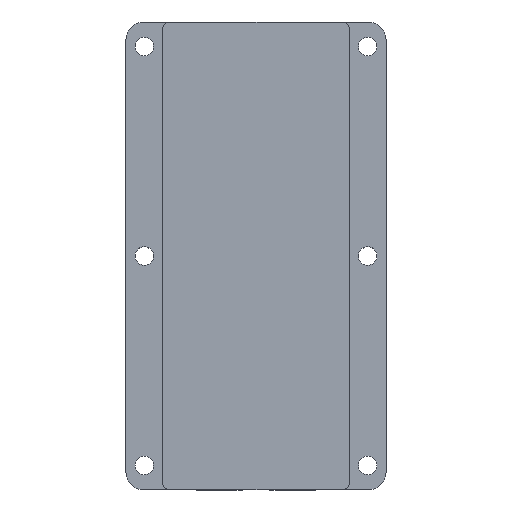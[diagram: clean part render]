
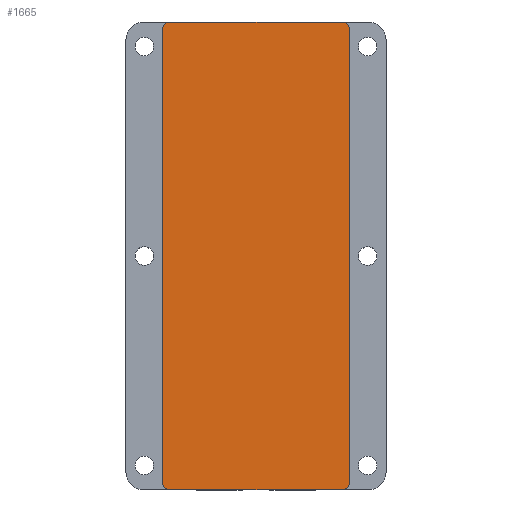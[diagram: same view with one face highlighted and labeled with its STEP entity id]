
A CAD part, top view. The second image highlights one B-rep face of the part: STEP entity #1665.
In plain terms, the highlighted planar face has unit normal (0, 0, 1).
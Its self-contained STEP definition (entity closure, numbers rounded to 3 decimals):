
#31 = AXIS2_PLACEMENT_3D ( 'NONE', #572, #382, #2476 ) ;
#63 = CIRCLE ( 'NONE', #961, 2. ) ;
#198 = DIRECTION ( 'NONE',  ( 0., 0., 1. ) ) ;
#265 = CARTESIAN_POINT ( 'NONE',  ( -24.75, 65., 1.5 ) ) ;
#322 = VERTEX_POINT ( 'NONE', #1417 ) ;
#372 = CARTESIAN_POINT ( 'NONE',  ( 26.75, 65.5, 1.5 ) ) ;
#382 = DIRECTION ( 'NONE',  ( 0., 0., -1. ) ) ;
#400 = DIRECTION ( 'NONE',  ( -1., 0., 0. ) ) ;
#518 = CARTESIAN_POINT ( 'NONE',  ( -24.75, 67., 1.5 ) ) ;
#532 = FACE_OUTER_BOUND ( 'NONE', #1062, .T. ) ;
#572 = CARTESIAN_POINT ( 'NONE',  ( -25.25, 65.5, 1.5 ) ) ;
#606 = EDGE_CURVE ( 'NONE', #322, #1086, #906, .T. ) ;
#610 = DIRECTION ( 'NONE',  ( 1., 0., 0. ) ) ;
#621 = ORIENTED_EDGE ( 'NONE', *, *, #2442, .T. ) ;
#684 = LINE ( 'NONE', #2186, #1750 ) ;
#744 = ORIENTED_EDGE ( 'NONE', *, *, #2313, .T. ) ;
#792 = CARTESIAN_POINT ( 'NONE',  ( -26.75, 65., 1.5 ) ) ;
#838 = CARTESIAN_POINT ( 'NONE',  ( -26.75, -65., 1.5 ) ) ;
#870 = CARTESIAN_POINT ( 'NONE',  ( -24.75, -65., 1.5 ) ) ;
#877 = VECTOR ( 'NONE', #1321, 1000. ) ;
#906 = LINE ( 'NONE', #372, #877 ) ;
#961 = AXIS2_PLACEMENT_3D ( 'NONE', #2077, #1159, #400 ) ;
#1054 = DIRECTION ( 'NONE',  ( -1., 0., 0. ) ) ;
#1062 = EDGE_LOOP ( 'NONE', ( #621, #744, #1398, #2279, #1564, #1260, #1733, #1777 ) ) ;
#1065 = EDGE_CURVE ( 'NONE', #322, #1391, #1517, .T. ) ;
#1069 = AXIS2_PLACEMENT_3D ( 'NONE', #265, #2371, #1780 ) ;
#1086 = VERTEX_POINT ( 'NONE', #1146 ) ;
#1103 = CARTESIAN_POINT ( 'NONE',  ( -26.75, 67., 1.5 ) ) ;
#1141 = VERTEX_POINT ( 'NONE', #2266 ) ;
#1146 = CARTESIAN_POINT ( 'NONE',  ( 26.75, -65., 1.5 ) ) ;
#1159 = DIRECTION ( 'NONE',  ( 0., 0., 1. ) ) ;
#1220 = VECTOR ( 'NONE', #610, 1000. ) ;
#1238 = DIRECTION ( 'NONE',  ( 0., -1., 0. ) ) ;
#1260 = ORIENTED_EDGE ( 'NONE', *, *, #1065, .T. ) ;
#1262 = VERTEX_POINT ( 'NONE', #792 ) ;
#1273 = CIRCLE ( 'NONE', #1069, 2. ) ;
#1278 = DIRECTION ( 'NONE',  ( 1., 0., 0. ) ) ;
#1302 = AXIS2_PLACEMENT_3D ( 'NONE', #1326, #198, #1515 ) ;
#1321 = DIRECTION ( 'NONE',  ( 0., -1., 0. ) ) ;
#1326 = CARTESIAN_POINT ( 'NONE',  ( 24.75, 65., 1.5 ) ) ;
#1364 = VECTOR ( 'NONE', #1278, 1000. ) ;
#1391 = VERTEX_POINT ( 'NONE', #1435 ) ;
#1398 = ORIENTED_EDGE ( 'NONE', *, *, #1854, .T. ) ;
#1415 = VERTEX_POINT ( 'NONE', #1613 ) ;
#1417 = CARTESIAN_POINT ( 'NONE',  ( 26.75, 65., 1.5 ) ) ;
#1435 = CARTESIAN_POINT ( 'NONE',  ( 24.75, 67., 1.5 ) ) ;
#1480 = LINE ( 'NONE', #1103, #1364 ) ;
#1512 = PLANE ( 'NONE',  #31 ) ;
#1515 = DIRECTION ( 'NONE',  ( -1., 0., 0. ) ) ;
#1517 = CIRCLE ( 'NONE', #1302, 2. ) ;
#1564 = ORIENTED_EDGE ( 'NONE', *, *, #606, .F. ) ;
#1573 = AXIS2_PLACEMENT_3D ( 'NONE', #870, #1988, #1054 ) ;
#1613 = CARTESIAN_POINT ( 'NONE',  ( -24.75, -67., 1.5 ) ) ;
#1643 = EDGE_CURVE ( 'NONE', #1141, #1086, #63, .T. ) ;
#1665 = ADVANCED_FACE ( 'NONE', ( #532 ), #1512, .F. ) ;
#1724 = LINE ( 'NONE', #1949, #1220 ) ;
#1733 = ORIENTED_EDGE ( 'NONE', *, *, #2032, .F. ) ;
#1750 = VECTOR ( 'NONE', #1238, 1000. ) ;
#1777 = ORIENTED_EDGE ( 'NONE', *, *, #2206, .T. ) ;
#1780 = DIRECTION ( 'NONE',  ( -1., 0., 0. ) ) ;
#1854 = EDGE_CURVE ( 'NONE', #1415, #1141, #1724, .T. ) ;
#1949 = CARTESIAN_POINT ( 'NONE',  ( -26.75, -67., 1.5 ) ) ;
#1988 = DIRECTION ( 'NONE',  ( 0., 0., 1. ) ) ;
#2009 = VERTEX_POINT ( 'NONE', #518 ) ;
#2032 = EDGE_CURVE ( 'NONE', #2009, #1391, #1480, .T. ) ;
#2077 = CARTESIAN_POINT ( 'NONE',  ( 24.75, -65., 1.5 ) ) ;
#2186 = CARTESIAN_POINT ( 'NONE',  ( -26.75, 65.5, 1.5 ) ) ;
#2193 = CIRCLE ( 'NONE', #1573, 2. ) ;
#2206 = EDGE_CURVE ( 'NONE', #2009, #1262, #1273, .T. ) ;
#2240 = VERTEX_POINT ( 'NONE', #838 ) ;
#2266 = CARTESIAN_POINT ( 'NONE',  ( 24.75, -67., 1.5 ) ) ;
#2279 = ORIENTED_EDGE ( 'NONE', *, *, #1643, .T. ) ;
#2313 = EDGE_CURVE ( 'NONE', #2240, #1415, #2193, .T. ) ;
#2371 = DIRECTION ( 'NONE',  ( 0., 0., 1. ) ) ;
#2442 = EDGE_CURVE ( 'NONE', #1262, #2240, #684, .T. ) ;
#2476 = DIRECTION ( 'NONE',  ( -1., 0., 0. ) ) ;
